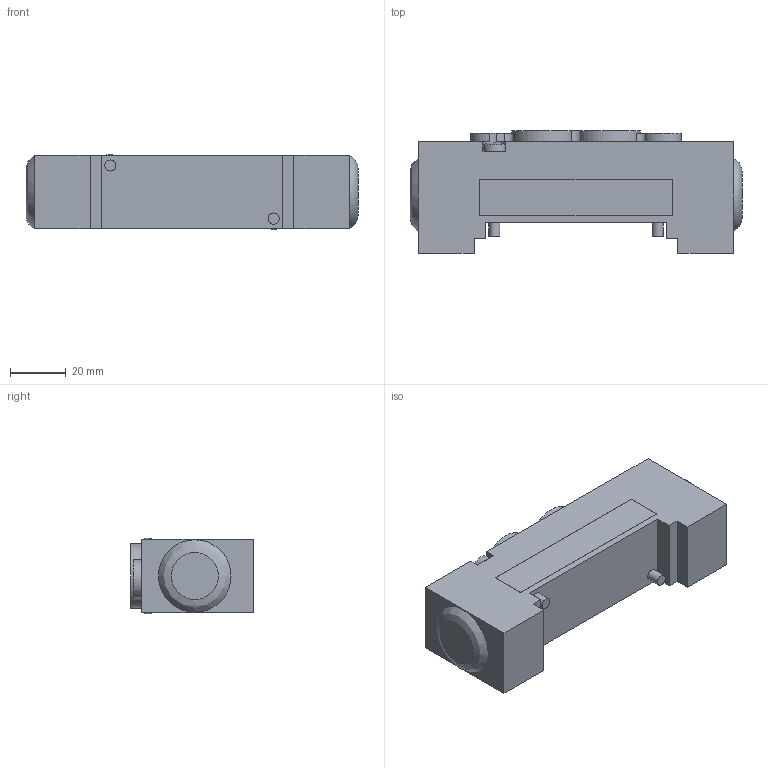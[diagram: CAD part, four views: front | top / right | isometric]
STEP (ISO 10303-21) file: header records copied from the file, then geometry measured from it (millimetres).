
FILE_DESCRIPTION((''),'2;1');
FILE_NAME('2631_52_00_16.stp','2006-01-04T10:25:06',('rivolro1'),(''),'Autodesk Inventor 10','Autodesk Inventor 10','');
FILE_SCHEMA(('AUTOMOTIVE_DESIGN { 1 0 10303 214 1 1 1 1 }'));
Length unit declared in the file: millimetre
Products named in the file (1): 2631_52_00_16
Bounding box: 119 x 44 x 26.99 mm (x, y, z)
Volume: 102106.7 mm3; surface area: 18943 mm2
Topology: 1 solids, 1 shells, 96 faces, 248 edges, 164 vertices
Faces by surface type: plane 64, cylinder 18, bspline 13, torus 1
Full cylindrical faces by diameter (mm): 4 x2, 8 x2
Entity records: 2989 total; most frequent: CARTESIAN_POINT 725, ORIENTED_EDGE 464, DIRECTION 436, EDGE_CURVE 232, VERTEX_POINT 160, VECTOR 148, LINE 148, AXIS2_PLACEMENT_3D 144
